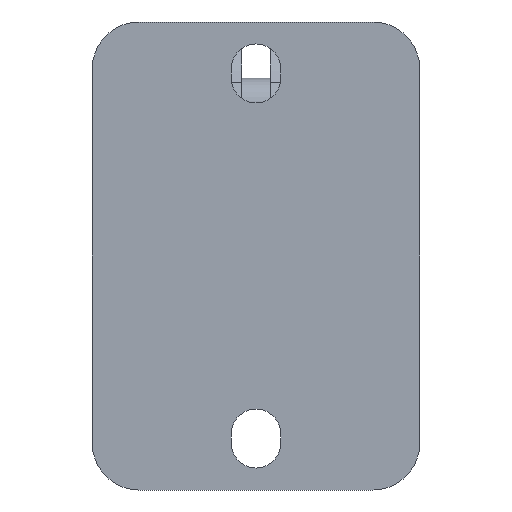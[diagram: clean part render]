
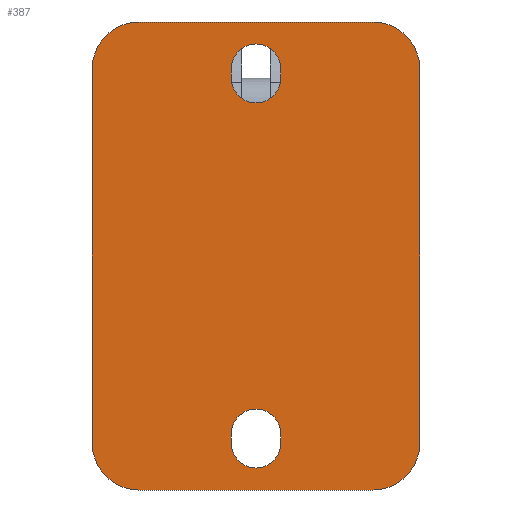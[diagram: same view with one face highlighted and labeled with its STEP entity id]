
A CAD part, front view. The second image highlights one B-rep face of the part: STEP entity #387.
In plain terms, the highlighted planar face has unit normal (0, -1, 0).
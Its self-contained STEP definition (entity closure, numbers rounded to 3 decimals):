
#387 = ADVANCED_FACE( '', ( #798, #799, #800 ), #801, .F. );
#798 = FACE_OUTER_BOUND( '', #1273, .T. );
#799 = FACE_BOUND( '', #1274, .T. );
#800 = FACE_BOUND( '', #1275, .T. );
#801 = PLANE( '', #1276 );
#1273 = EDGE_LOOP( '', ( #2146, #2147, #2148, #2149, #2150, #2151, #2152, #2153 ) );
#1274 = EDGE_LOOP( '', ( #2154, #2155, #2156, #2157 ) );
#1275 = EDGE_LOOP( '', ( #2158, #2159, #2160, #2161 ) );
#1276 = AXIS2_PLACEMENT_3D( '', #2162, #2163, #2164 );
#2146 = ORIENTED_EDGE( '', *, *, #2966, .F. );
#2147 = ORIENTED_EDGE( '', *, *, #2882, .F. );
#2148 = ORIENTED_EDGE( '', *, *, #2967, .F. );
#2149 = ORIENTED_EDGE( '', *, *, #2968, .F. );
#2150 = ORIENTED_EDGE( '', *, *, #2969, .F. );
#2151 = ORIENTED_EDGE( '', *, *, #2954, .F. );
#2152 = ORIENTED_EDGE( '', *, *, #2970, .F. );
#2153 = ORIENTED_EDGE( '', *, *, #2842, .F. );
#2154 = ORIENTED_EDGE( '', *, *, #2971, .T. );
#2155 = ORIENTED_EDGE( '', *, *, #2972, .T. );
#2156 = ORIENTED_EDGE( '', *, *, #2744, .T. );
#2157 = ORIENTED_EDGE( '', *, *, #2916, .T. );
#2158 = ORIENTED_EDGE( '', *, *, #2973, .T. );
#2159 = ORIENTED_EDGE( '', *, *, #2943, .T. );
#2160 = ORIENTED_EDGE( '', *, *, #2974, .T. );
#2161 = ORIENTED_EDGE( '', *, *, #2975, .T. );
#2162 = CARTESIAN_POINT( '', ( -12.5, 0., -20. ) );
#2163 = DIRECTION( '', ( 0., 1., 0. ) );
#2164 = DIRECTION( '', ( 0., 0., 1. ) );
#2744 = EDGE_CURVE( '', #3286, #3287, #3288, .T. );
#2842 = EDGE_CURVE( '', #3443, #3444, #3445, .T. );
#2882 = EDGE_CURVE( '', #3499, #3500, #3501, .T. );
#2916 = EDGE_CURVE( '', #3287, #3550, #3551, .T. );
#2943 = EDGE_CURVE( '', #3587, #3588, #3589, .T. );
#2954 = EDGE_CURVE( '', #3604, #3605, #3606, .T. );
#2966 = EDGE_CURVE( '', #3500, #3443, #3620, .T. );
#2967 = EDGE_CURVE( '', #3621, #3499, #3622, .T. );
#2968 = EDGE_CURVE( '', #3623, #3621, #3624, .T. );
#2969 = EDGE_CURVE( '', #3605, #3623, #3625, .T. );
#2970 = EDGE_CURVE( '', #3444, #3604, #3626, .T. );
#2971 = EDGE_CURVE( '', #3550, #3627, #3628, .T. );
#2972 = EDGE_CURVE( '', #3627, #3286, #3629, .T. );
#2973 = EDGE_CURVE( '', #3630, #3587, #3631, .T. );
#2974 = EDGE_CURVE( '', #3588, #3632, #3633, .T. );
#2975 = EDGE_CURVE( '', #3632, #3630, #3634, .T. );
#3286 = VERTEX_POINT( '', #4134 );
#3287 = VERTEX_POINT( '', #4135 );
#3288 = LINE( '', #4136, #4137 );
#3443 = VERTEX_POINT( '', #4346 );
#3444 = VERTEX_POINT( '', #4347 );
#3445 = LINE( '', #4348, #4349 );
#3499 = VERTEX_POINT( '', #4432 );
#3500 = VERTEX_POINT( '', #4433 );
#3501 = LINE( '', #4434, #4435 );
#3550 = VERTEX_POINT( '', #4570 );
#3551 = CIRCLE( '', #4571, 2.65 );
#3587 = VERTEX_POINT( '', #4623 );
#3588 = VERTEX_POINT( '', #4624 );
#3589 = LINE( '', #4625, #4626 );
#3604 = VERTEX_POINT( '', #4648 );
#3605 = VERTEX_POINT( '', #4649 );
#3606 = LINE( '', #4650, #4651 );
#3620 = CIRCLE( '', #4669, 5. );
#3621 = VERTEX_POINT( '', #4670 );
#3622 = CIRCLE( '', #4671, 5. );
#3623 = VERTEX_POINT( '', #4672 );
#3624 = LINE( '', #4673, #4674 );
#3625 = CIRCLE( '', #4675, 5. );
#3626 = CIRCLE( '', #4676, 5. );
#3627 = VERTEX_POINT( '', #4677 );
#3628 = LINE( '', #4678, #4679 );
#3629 = CIRCLE( '', #4680, 2.65 );
#3630 = VERTEX_POINT( '', #4681 );
#3631 = CIRCLE( '', #4682, 2.65 );
#3632 = VERTEX_POINT( '', #4683 );
#3633 = CIRCLE( '', #4684, 2.65 );
#3634 = LINE( '', #4685, #4686 );
#4134 = CARTESIAN_POINT( '', ( 2.65, 0., -19. ) );
#4135 = CARTESIAN_POINT( '', ( 2.65, 0., -20. ) );
#4136 = CARTESIAN_POINT( '', ( 2.65, 0., -19. ) );
#4137 = VECTOR( '', #4975, 1000. );
#4346 = CARTESIAN_POINT( '', ( -17.5, 0., -20. ) );
#4347 = CARTESIAN_POINT( '', ( -17.5, 0., 20. ) );
#4348 = CARTESIAN_POINT( '', ( -17.5, 0., -20. ) );
#4349 = VECTOR( '', #5096, 1000. );
#4432 = CARTESIAN_POINT( '', ( 12.5, 0., -25. ) );
#4433 = CARTESIAN_POINT( '', ( -12.5, 0., -25. ) );
#4434 = CARTESIAN_POINT( '', ( 12.5, 0., -25. ) );
#4435 = VECTOR( '', #5146, 1000. );
#4570 = CARTESIAN_POINT( '', ( -2.65, 0., -20. ) );
#4571 = AXIS2_PLACEMENT_3D( '', #5181, #5182, #5183 );
#4623 = CARTESIAN_POINT( '', ( -2.65, 0., 19. ) );
#4624 = CARTESIAN_POINT( '', ( -2.65, 0., 20. ) );
#4625 = CARTESIAN_POINT( '', ( -2.65, 0., 19. ) );
#4626 = VECTOR( '', #5209, 1000. );
#4648 = CARTESIAN_POINT( '', ( -12.5, 0., 25. ) );
#4649 = CARTESIAN_POINT( '', ( 12.5, 0., 25. ) );
#4650 = CARTESIAN_POINT( '', ( -12.5, 0., 25. ) );
#4651 = VECTOR( '', #5217, 1000. );
#4669 = AXIS2_PLACEMENT_3D( '', #5234, #5235, #5236 );
#4670 = CARTESIAN_POINT( '', ( 17.5, 0., -20. ) );
#4671 = AXIS2_PLACEMENT_3D( '', #5237, #5238, #5239 );
#4672 = CARTESIAN_POINT( '', ( 17.5, 0., 20. ) );
#4673 = CARTESIAN_POINT( '', ( 17.5, 0., 20. ) );
#4674 = VECTOR( '', #5240, 1000. );
#4675 = AXIS2_PLACEMENT_3D( '', #5241, #5242, #5243 );
#4676 = AXIS2_PLACEMENT_3D( '', #5244, #5245, #5246 );
#4677 = CARTESIAN_POINT( '', ( -2.65, 0., -19. ) );
#4678 = CARTESIAN_POINT( '', ( -2.65, 0., -20. ) );
#4679 = VECTOR( '', #5247, 1000. );
#4680 = AXIS2_PLACEMENT_3D( '', #5248, #5249, #5250 );
#4681 = CARTESIAN_POINT( '', ( 2.65, 0., 19. ) );
#4682 = AXIS2_PLACEMENT_3D( '', #5251, #5252, #5253 );
#4683 = CARTESIAN_POINT( '', ( 2.65, 0., 20. ) );
#4684 = AXIS2_PLACEMENT_3D( '', #5254, #5255, #5256 );
#4685 = CARTESIAN_POINT( '', ( 2.65, 0., 20. ) );
#4686 = VECTOR( '', #5257, 1000. );
#4975 = DIRECTION( '', ( 0., 0., -1. ) );
#5096 = DIRECTION( '', ( 0., 0., 1. ) );
#5146 = DIRECTION( '', ( -1., 0., 0. ) );
#5181 = CARTESIAN_POINT( '', ( 0., 0., -20. ) );
#5182 = DIRECTION( '', ( 0., 1., 0. ) );
#5183 = DIRECTION( '', ( 1., 0., 0. ) );
#5209 = DIRECTION( '', ( 0., 0., 1. ) );
#5217 = DIRECTION( '', ( 1., 0., 0. ) );
#5234 = CARTESIAN_POINT( '', ( -12.5, 0., -20. ) );
#5235 = DIRECTION( '', ( 0., 1., 0. ) );
#5236 = DIRECTION( '', ( 1., 0., 0. ) );
#5237 = CARTESIAN_POINT( '', ( 12.5, 0., -20. ) );
#5238 = DIRECTION( '', ( 0., 1., 0. ) );
#5239 = DIRECTION( '', ( 1., 0., 0. ) );
#5240 = DIRECTION( '', ( 0., 0., -1. ) );
#5241 = CARTESIAN_POINT( '', ( 12.5, 0., 20. ) );
#5242 = DIRECTION( '', ( 0., 1., 0. ) );
#5243 = DIRECTION( '', ( 1., 0., 0. ) );
#5244 = CARTESIAN_POINT( '', ( -12.5, 0., 20. ) );
#5245 = DIRECTION( '', ( 0., 1., 0. ) );
#5246 = DIRECTION( '', ( 1., 0., 0. ) );
#5247 = DIRECTION( '', ( 0., 0., 1. ) );
#5248 = CARTESIAN_POINT( '', ( 0., 0., -19. ) );
#5249 = DIRECTION( '', ( 0., 1., 0. ) );
#5250 = DIRECTION( '', ( 1., 0., 0. ) );
#5251 = CARTESIAN_POINT( '', ( 0., 0., 19. ) );
#5252 = DIRECTION( '', ( 0., 1., 0. ) );
#5253 = DIRECTION( '', ( 1., 0., 0. ) );
#5254 = CARTESIAN_POINT( '', ( 0., 0., 20. ) );
#5255 = DIRECTION( '', ( 0., 1., 0. ) );
#5256 = DIRECTION( '', ( 1., 0., 0. ) );
#5257 = DIRECTION( '', ( 0., 0., -1. ) );
